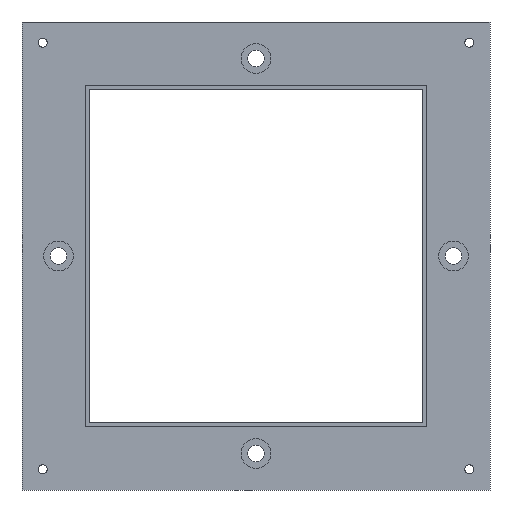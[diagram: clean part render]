
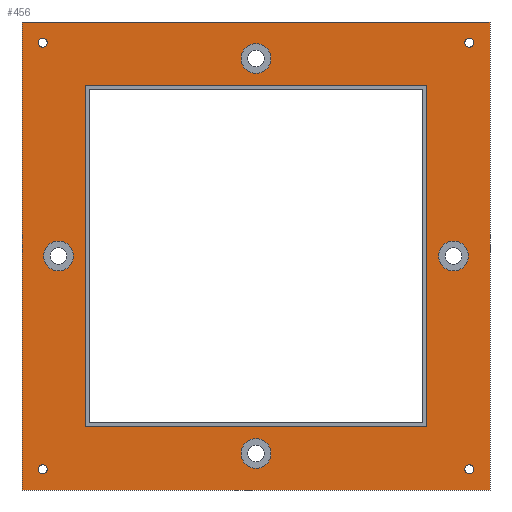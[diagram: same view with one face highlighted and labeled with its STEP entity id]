
A CAD part, front view. The second image highlights one B-rep face of the part: STEP entity #456.
In plain terms, the highlighted planar face has unit normal (0, -1, 0).
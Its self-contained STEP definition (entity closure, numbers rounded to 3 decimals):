
#5 = EDGE_LOOP ( 'NONE', ( #99 ) ) ;
#8 = ORIENTED_EDGE ( 'NONE', *, *, #764, .F. ) ;
#11 = VECTOR ( 'NONE', #1131, 1000. ) ;
#24 = EDGE_LOOP ( 'NONE', ( #642 ) ) ;
#35 = ORIENTED_EDGE ( 'NONE', *, *, #192, .F. ) ;
#37 = CARTESIAN_POINT ( 'NONE',  ( -128.5, -4., -125.85 ) ) ;
#46 = CARTESIAN_POINT ( 'NONE',  ( -103., -4., -103. ) ) ;
#52 = LINE ( 'NONE', #475, #628 ) ;
#56 = VERTEX_POINT ( 'NONE', #1153 ) ;
#62 = FACE_BOUND ( 'NONE', #136, .T. ) ;
#66 = LINE ( 'NONE', #74, #1001 ) ;
#74 = CARTESIAN_POINT ( 'NONE',  ( 103., -4., 103. ) ) ;
#82 = AXIS2_PLACEMENT_3D ( 'NONE', #582, #868, #324 ) ;
#99 = ORIENTED_EDGE ( 'NONE', *, *, #1024, .T. ) ;
#104 = DIRECTION ( 'NONE',  ( -1., 0., 0. ) ) ;
#112 = EDGE_LOOP ( 'NONE', ( #394 ) ) ;
#131 = VERTEX_POINT ( 'NONE', #37 ) ;
#133 = DIRECTION ( 'NONE',  ( 1., 0., 0. ) ) ;
#136 = EDGE_LOOP ( 'NONE', ( #864 ) ) ;
#140 = VERTEX_POINT ( 'NONE', #266 ) ;
#150 = DIRECTION ( 'NONE',  ( 0., 0., 1. ) ) ;
#151 = EDGE_CURVE ( 'NONE', #233, #233, #460, .T. ) ;
#152 = DIRECTION ( 'NONE',  ( 0., 1., 0. ) ) ;
#156 = CARTESIAN_POINT ( 'NONE',  ( 141., -4., -141. ) ) ;
#163 = DIRECTION ( 'NONE',  ( 0., 0., -1. ) ) ;
#164 = DIRECTION ( 'NONE',  ( 0., -1., 0. ) ) ;
#167 = CARTESIAN_POINT ( 'NONE',  ( 141., -4., -141. ) ) ;
#168 = ORIENTED_EDGE ( 'NONE', *, *, #567, .F. ) ;
#170 = LINE ( 'NONE', #156, #1166 ) ;
#178 = AXIS2_PLACEMENT_3D ( 'NONE', #203, #406, #306 ) ;
#192 = EDGE_CURVE ( 'NONE', #715, #1087, #170, .T. ) ;
#203 = CARTESIAN_POINT ( 'NONE',  ( 119., -4., 0. ) ) ;
#206 = CARTESIAN_POINT ( 'NONE',  ( 119., -4., 7.05 ) ) ;
#210 = CARTESIAN_POINT ( 'NONE',  ( -119., -4., 0. ) ) ;
#233 = VERTEX_POINT ( 'NONE', #590 ) ;
#238 = FACE_OUTER_BOUND ( 'NONE', #382, .T. ) ;
#243 = CARTESIAN_POINT ( 'NONE',  ( -103., -4., -103. ) ) ;
#253 = CARTESIAN_POINT ( 'NONE',  ( -103., -4., 103. ) ) ;
#259 = EDGE_CURVE ( 'NONE', #598, #598, #1018, .T. ) ;
#263 = ORIENTED_EDGE ( 'NONE', *, *, #259, .F. ) ;
#266 = CARTESIAN_POINT ( 'NONE',  ( -141., -4., 141. ) ) ;
#287 = VECTOR ( 'NONE', #104, 1000. ) ;
#289 = LINE ( 'NONE', #292, #287 ) ;
#292 = CARTESIAN_POINT ( 'NONE',  ( -141., -4., -141. ) ) ;
#306 = DIRECTION ( 'NONE',  ( 0., 0., 1. ) ) ;
#307 = CARTESIAN_POINT ( 'NONE',  ( 128.5, -4., -128.5 ) ) ;
#316 = EDGE_CURVE ( 'NONE', #56, #56, #721, .T. ) ;
#318 = CIRCLE ( 'NONE', #824, 2.65 ) ;
#324 = DIRECTION ( 'NONE',  ( 0., 0., 1. ) ) ;
#325 = ORIENTED_EDGE ( 'NONE', *, *, #851, .F. ) ;
#329 = DIRECTION ( 'NONE',  ( 0., 0., 1. ) ) ;
#342 = DIRECTION ( 'NONE',  ( 0., 0., 1. ) ) ;
#345 = DIRECTION ( 'NONE',  ( 0., 0., 1. ) ) ;
#347 = CIRCLE ( 'NONE', #1134, 2.65 ) ;
#375 = CARTESIAN_POINT ( 'NONE',  ( 103., -4., 103. ) ) ;
#382 = EDGE_LOOP ( 'NONE', ( #498, #168, #35, #325 ) ) ;
#388 = VERTEX_POINT ( 'NONE', #887 ) ;
#389 = EDGE_CURVE ( 'NONE', #1007, #676, #66, .T. ) ;
#394 = ORIENTED_EDGE ( 'NONE', *, *, #527, .T. ) ;
#395 = AXIS2_PLACEMENT_3D ( 'NONE', #307, #678, #956 ) ;
#406 = DIRECTION ( 'NONE',  ( 0., -1., 0. ) ) ;
#408 = VERTEX_POINT ( 'NONE', #243 ) ;
#413 = FACE_BOUND ( 'NONE', #458, .T. ) ;
#425 = CARTESIAN_POINT ( 'NONE',  ( 0., -4., -119. ) ) ;
#430 = ORIENTED_EDGE ( 'NONE', *, *, #1074, .F. ) ;
#456 = ADVANCED_FACE ( 'NONE', ( #880, #62, #413, #1061, #238, #1159, #983, #515, #893, #596 ), #806, .F. ) ;
#457 = VERTEX_POINT ( 'NONE', #206 ) ;
#458 = EDGE_LOOP ( 'NONE', ( #430 ) ) ;
#460 = CIRCLE ( 'NONE', #1142, 2.65 ) ;
#464 = CIRCLE ( 'NONE', #82, 7.05 ) ;
#475 = CARTESIAN_POINT ( 'NONE',  ( 103., -4., -103. ) ) ;
#480 = DIRECTION ( 'NONE',  ( 1., 0., 0. ) ) ;
#486 = LINE ( 'NONE', #46, #11 ) ;
#496 = LINE ( 'NONE', #710, #730 ) ;
#498 = ORIENTED_EDGE ( 'NONE', *, *, #1127, .F. ) ;
#507 = CIRCLE ( 'NONE', #178, 7.05 ) ;
#515 = FACE_BOUND ( 'NONE', #763, .T. ) ;
#527 = EDGE_CURVE ( 'NONE', #759, #759, #347, .T. ) ;
#553 = ORIENTED_EDGE ( 'NONE', *, *, #151, .T. ) ;
#563 = CARTESIAN_POINT ( 'NONE',  ( 0., -4., 126.05 ) ) ;
#567 = EDGE_CURVE ( 'NONE', #1087, #388, #289, .T. ) ;
#580 = AXIS2_PLACEMENT_3D ( 'NONE', #425, #164, #886 ) ;
#582 = CARTESIAN_POINT ( 'NONE',  ( 0., -4., 119. ) ) ;
#590 = CARTESIAN_POINT ( 'NONE',  ( 128.5, -4., 131.15 ) ) ;
#595 = DIRECTION ( 'NONE',  ( 0., 1., 0. ) ) ;
#596 = FACE_BOUND ( 'NONE', #952, .T. ) ;
#597 = ORIENTED_EDGE ( 'NONE', *, *, #316, .T. ) ;
#598 = VERTEX_POINT ( 'NONE', #1078 ) ;
#612 = ORIENTED_EDGE ( 'NONE', *, *, #937, .F. ) ;
#628 = VECTOR ( 'NONE', #480, 1000. ) ;
#638 = DIRECTION ( 'NONE',  ( 0., 1., 0. ) ) ;
#642 = ORIENTED_EDGE ( 'NONE', *, *, #1004, .F. ) ;
#676 = VERTEX_POINT ( 'NONE', #375 ) ;
#678 = DIRECTION ( 'NONE',  ( 0., 1., 0. ) ) ;
#710 = CARTESIAN_POINT ( 'NONE',  ( -141., -4., -141. ) ) ;
#715 = VERTEX_POINT ( 'NONE', #1115 ) ;
#721 = CIRCLE ( 'NONE', #395, 2.65 ) ;
#723 = DIRECTION ( 'NONE',  ( -1., 0., 0. ) ) ;
#730 = VECTOR ( 'NONE', #1069, 1000. ) ;
#735 = EDGE_LOOP ( 'NONE', ( #263 ) ) ;
#748 = CARTESIAN_POINT ( 'NONE',  ( -128.5, -4., 125.85 ) ) ;
#749 = LINE ( 'NONE', #1122, #761 ) ;
#757 = CARTESIAN_POINT ( 'NONE',  ( -141., -4., 141. ) ) ;
#759 = VERTEX_POINT ( 'NONE', #748 ) ;
#761 = VECTOR ( 'NONE', #723, 1000. ) ;
#763 = EDGE_LOOP ( 'NONE', ( #553 ) ) ;
#764 = EDGE_CURVE ( 'NONE', #676, #1101, #749, .T. ) ;
#805 = CARTESIAN_POINT ( 'NONE',  ( -128.5, -4., -128.5 ) ) ;
#806 = PLANE ( 'NONE',  #1002 ) ;
#811 = EDGE_CURVE ( 'NONE', #457, #457, #507, .T. ) ;
#824 = AXIS2_PLACEMENT_3D ( 'NONE', #805, #595, #150 ) ;
#848 = VERTEX_POINT ( 'NONE', #563 ) ;
#851 = EDGE_CURVE ( 'NONE', #140, #715, #860, .T. ) ;
#860 = LINE ( 'NONE', #1038, #881 ) ;
#864 = ORIENTED_EDGE ( 'NONE', *, *, #811, .F. ) ;
#868 = DIRECTION ( 'NONE',  ( 0., -1., 0. ) ) ;
#873 = EDGE_CURVE ( 'NONE', #408, #1007, #52, .T. ) ;
#880 = FACE_BOUND ( 'NONE', #24, .T. ) ;
#881 = VECTOR ( 'NONE', #133, 1000. ) ;
#886 = DIRECTION ( 'NONE',  ( 0., 0., 1. ) ) ;
#887 = CARTESIAN_POINT ( 'NONE',  ( -141., -4., -141. ) ) ;
#893 = FACE_BOUND ( 'NONE', #1008, .T. ) ;
#894 = ORIENTED_EDGE ( 'NONE', *, *, #389, .F. ) ;
#912 = DIRECTION ( 'NONE',  ( 0., 1., 0. ) ) ;
#934 = VERTEX_POINT ( 'NONE', #939 ) ;
#937 = EDGE_CURVE ( 'NONE', #1101, #408, #486, .T. ) ;
#938 = CARTESIAN_POINT ( 'NONE',  ( -128.5, -4., 128.5 ) ) ;
#939 = CARTESIAN_POINT ( 'NONE',  ( 0., -4., -111.95 ) ) ;
#948 = DIRECTION ( 'NONE',  ( 0., -1., 0. ) ) ;
#952 = EDGE_LOOP ( 'NONE', ( #8, #894, #980, #612 ) ) ;
#956 = DIRECTION ( 'NONE',  ( 0., 0., -1. ) ) ;
#974 = CARTESIAN_POINT ( 'NONE',  ( 103., -4., -103. ) ) ;
#980 = ORIENTED_EDGE ( 'NONE', *, *, #873, .F. ) ;
#983 = FACE_BOUND ( 'NONE', #112, .T. ) ;
#1001 = VECTOR ( 'NONE', #329, 1000. ) ;
#1002 = AXIS2_PLACEMENT_3D ( 'NONE', #757, #152, #342 ) ;
#1004 = EDGE_CURVE ( 'NONE', #934, #934, #1112, .T. ) ;
#1006 = DIRECTION ( 'NONE',  ( 0., 0., -1. ) ) ;
#1007 = VERTEX_POINT ( 'NONE', #974 ) ;
#1008 = EDGE_LOOP ( 'NONE', ( #597 ) ) ;
#1018 = CIRCLE ( 'NONE', #1119, 7.05 ) ;
#1024 = EDGE_CURVE ( 'NONE', #131, #131, #318, .T. ) ;
#1038 = CARTESIAN_POINT ( 'NONE',  ( -141., -4., 141. ) ) ;
#1044 = DIRECTION ( 'NONE',  ( 0., 0., 1. ) ) ;
#1061 = FACE_BOUND ( 'NONE', #735, .T. ) ;
#1069 = DIRECTION ( 'NONE',  ( 0., 0., 1. ) ) ;
#1074 = EDGE_CURVE ( 'NONE', #848, #848, #464, .T. ) ;
#1078 = CARTESIAN_POINT ( 'NONE',  ( -119., -4., 7.05 ) ) ;
#1087 = VERTEX_POINT ( 'NONE', #167 ) ;
#1100 = CARTESIAN_POINT ( 'NONE',  ( 128.5, -4., 128.5 ) ) ;
#1101 = VERTEX_POINT ( 'NONE', #253 ) ;
#1112 = CIRCLE ( 'NONE', #580, 7.05 ) ;
#1115 = CARTESIAN_POINT ( 'NONE',  ( 141., -4., 141. ) ) ;
#1119 = AXIS2_PLACEMENT_3D ( 'NONE', #210, #948, #1044 ) ;
#1122 = CARTESIAN_POINT ( 'NONE',  ( -103., -4., 103. ) ) ;
#1127 = EDGE_CURVE ( 'NONE', #388, #140, #496, .T. ) ;
#1131 = DIRECTION ( 'NONE',  ( 0., 0., -1. ) ) ;
#1134 = AXIS2_PLACEMENT_3D ( 'NONE', #938, #638, #1006 ) ;
#1142 = AXIS2_PLACEMENT_3D ( 'NONE', #1100, #912, #345 ) ;
#1153 = CARTESIAN_POINT ( 'NONE',  ( 128.5, -4., -131.15 ) ) ;
#1159 = FACE_BOUND ( 'NONE', #5, .T. ) ;
#1166 = VECTOR ( 'NONE', #163, 1000. ) ;
